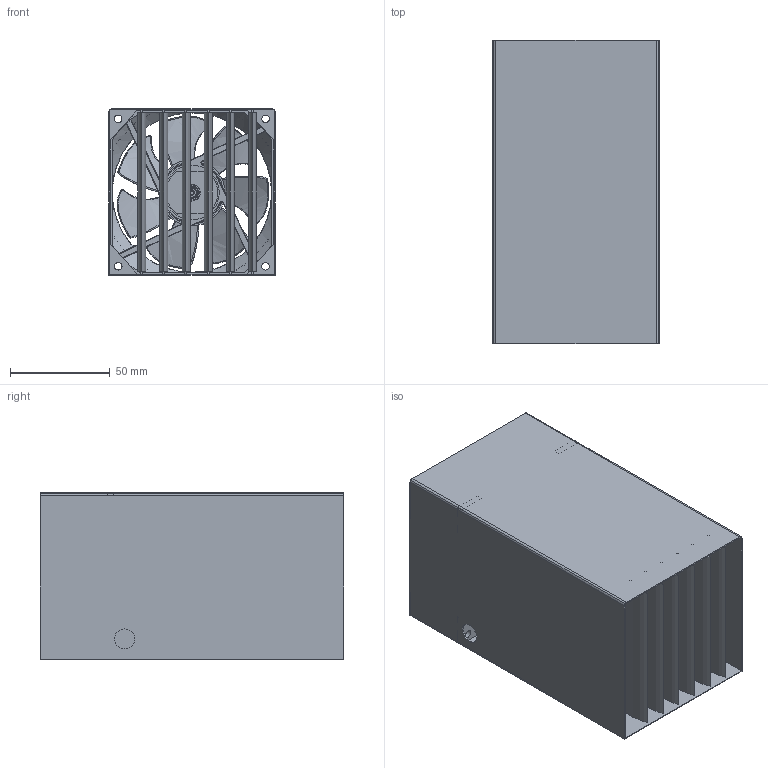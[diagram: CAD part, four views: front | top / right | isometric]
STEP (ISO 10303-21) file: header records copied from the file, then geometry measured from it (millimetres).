
FILE_DESCRIPTION(/* description */ (''),/* implementation_level */ '2;1');
FILE_NAME(/* name */ 'air cooler v1.step',/* time_stamp */ '2025-07-20T23:10:01+01:00',/* author */ (''),/* organization */ (''),/* preprocessor_version */ 'ST-DEVELOPER v20.1',/* originating_system */ 'Autodesk Translation Framework v14.10.0.0',/* authorisation */ '');
FILE_SCHEMA (('AUTOMOTIVE_DESIGN { 1 0 10303 214 3 1 1 }'));
Length unit declared in the file: centimetre
Products named in the file (5): air cooler; DC Fan Model v5; Fan; Housing; Motor Simple
Assembly tree (4 placements, depth 3):
  air cooler
    DC Fan Model v5
      Fan
      Housing
      Motor Simple
Bounding box: 83.51 x 152.26 x 83.41 mm (x, y, z)
Volume: 80381.9 mm3; surface area: 176020.7 mm2
Topology: 27 solids, 39 shells, 938 faces, 2197 edges, 1378 vertices
Faces by surface type: plane 319, cylinder 283, bspline 154, torus 142, cone 36, sphere 4
Full cylindrical faces by diameter (mm): 1 x8, 1.011 x12, 2.7 x2, 3.783 x4, 4 x8, 4.5 x1, 5 x1, 5.5 x1, 6 x2, 7 x1, 8 x1, 10.11 x1, 13.9 x1, 14.1 x1, 14.5 x1, 14.7 x1, 15.1 x1, 15.3 x1, 15.7 x1, 15.9 x1, 16.3 x1, 16.5 x1, 24.3 x1, 25.2 x2, 27.5 x1, 29.7 x2, 31.5 x2, 33.3 x1, 80 x1, 81 x1
Entity records: 35254 total; most frequent: CARTESIAN_POINT 14201, ORIENTED_EDGE 4394, DIRECTION 4219, EDGE_CURVE 2197, AXIS2_PLACEMENT_3D 1691, VERTEX_POINT 1378, EDGE_LOOP 1065, FACE_OUTER_BOUND 938
